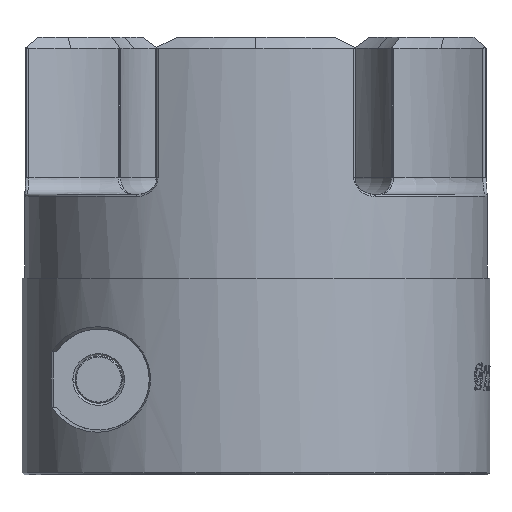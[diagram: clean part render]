
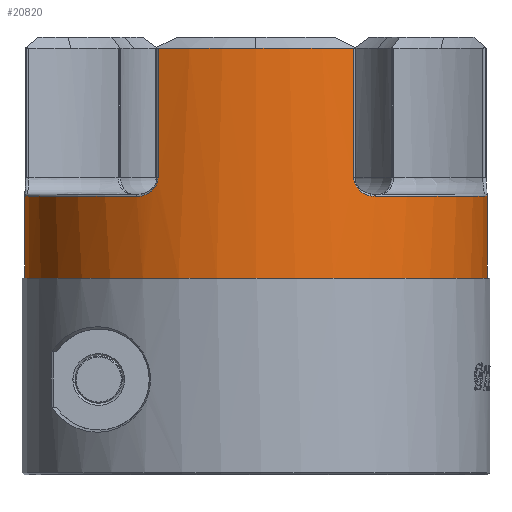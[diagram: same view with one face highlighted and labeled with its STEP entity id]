
A CAD part, front view. The second image highlights one B-rep face of the part: STEP entity #20820.
In plain terms, the highlighted cylindrical face has radius 20.6 mm (diameter 41.2 mm), a partial arc.
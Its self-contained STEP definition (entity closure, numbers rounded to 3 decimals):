
#8455=CARTESIAN_POINT('',(-20.586,-0.75,18.7));
#8456=VERTEX_POINT('',#8455);
#8463=CARTESIAN_POINT('',(-20.6,0.,18.7));
#8464=VERTEX_POINT('',#8463);
#8465=CARTESIAN_POINT('',(0.,0.,18.7));
#8466=DIRECTION('',(-0.,0.,-1.));
#8467=DIRECTION('',(1.,0.,0.));
#8468=AXIS2_PLACEMENT_3D('',#8465,#8466,#8467);
#8469=CIRCLE('',#8468,20.6);
#8470=EDGE_CURVE('',#8456,#8464,#8469,.T.);
#9251=CARTESIAN_POINT('',(-20.586,-0.75,17.5));
#9252=VERTEX_POINT('',#9251);
#9259=CARTESIAN_POINT('',(-20.586,-0.75,-12306.));
#9260=DIRECTION('',(0.,-0.,1.));
#9261=VECTOR('',#9260,24690.);
#9262=LINE('',#9259,#9261);
#9263=EDGE_CURVE('',#9252,#8456,#9262,.T.);
#9301=CARTESIAN_POINT('',(20.586,-0.75,17.5));
#9302=VERTEX_POINT('',#9301);
#9309=CARTESIAN_POINT('',(0.,0.,17.5));
#9310=DIRECTION('',(-0.,-0.,-1.));
#9311=DIRECTION('',(1.,0.,-0.));
#9312=AXIS2_PLACEMENT_3D('',#9309,#9310,#9311);
#9313=CIRCLE('',#9312,20.6);
#9314=EDGE_CURVE('',#9302,#9252,#9313,.T.);
#16398=CARTESIAN_POINT('',(-8.714,-18.666,26.5));
#16399=VERTEX_POINT('',#16398);
#16426=CARTESIAN_POINT('',(-10.617,-17.653,24.8));
#16427=VERTEX_POINT('',#16426);
#16438=CARTESIAN_POINT('',(-10.617,-17.653,24.8));
#16439=CARTESIAN_POINT('',(-10.239,-17.881,24.8));
#16440=CARTESIAN_POINT('',(-9.849,-18.097,24.905));
#16441=CARTESIAN_POINT('',(-9.509,-18.274,25.125));
#16442=CARTESIAN_POINT('',(-9.257,-18.405,25.288));
#16443=CARTESIAN_POINT('',(-9.033,-18.515,25.517));
#16444=CARTESIAN_POINT('',(-8.886,-18.585,25.801));
#16445=CARTESIAN_POINT('',(-8.777,-18.637,26.013));
#16446=CARTESIAN_POINT('',(-8.714,-18.666,26.256));
#16447=CARTESIAN_POINT('',(-8.714,-18.666,26.5));
#16448=B_SPLINE_CURVE_WITH_KNOTS('',3,(#16438,#16439,#16440,#16441,#16442,#16443,#16444,#16445,#16446,#16447),.UNSPECIFIED.,.F.,.F.,(4,3,3,4),(0.,0.436,0.759,1.),.UNSPECIFIED.);
#16449=EDGE_CURVE('',#16427,#16399,#16448,.T.);
#16459=CARTESIAN_POINT('',(-20.597,-0.368,24.8));
#16460=VERTEX_POINT('',#16459);
#16471=CARTESIAN_POINT('',(0.,0.,24.8));
#16472=DIRECTION('',(-0.,-0.,1.));
#16473=DIRECTION('',(1.,0.,0.));
#16474=AXIS2_PLACEMENT_3D('',#16471,#16472,#16473);
#16475=CIRCLE('',#16474,20.6);
#16476=EDGE_CURVE('',#16460,#16427,#16475,.T.);
#17189=CARTESIAN_POINT('',(-20.6,0.,24.825));
#17190=VERTEX_POINT('',#17189);
#17207=CARTESIAN_POINT('',(-20.522,1.786,26.5));
#17208=CARTESIAN_POINT('',(-20.522,1.786,26.32));
#17209=CARTESIAN_POINT('',(-20.526,1.748,26.14));
#17210=CARTESIAN_POINT('',(-20.531,1.679,25.974));
#17211=CARTESIAN_POINT('',(-20.54,1.574,25.716));
#17212=CARTESIAN_POINT('',(-20.554,1.396,25.491));
#17213=CARTESIAN_POINT('',(-20.566,1.18,25.315));
#17214=CARTESIAN_POINT('',(-20.57,1.12,25.266));
#17215=CARTESIAN_POINT('',(-20.573,1.056,25.221));
#17216=CARTESIAN_POINT('',(-20.576,0.991,25.179));
#17217=CARTESIAN_POINT('',(-20.595,0.59,24.922));
#17218=CARTESIAN_POINT('',(-20.605,0.108,24.8));
#17219=CARTESIAN_POINT('',(-20.597,-0.368,24.8));
#17220=B_SPLINE_CURVE_WITH_KNOTS('',3,(#17207,#17208,#17209,#17210,#17211,#17212,#17213,#17214,#17215,#17216,#17217,#17218,#17219),.UNSPECIFIED.,.F.,.F.,(4,3,3,3,4),(0.,0.178,0.453,0.53,1.),.UNSPECIFIED.);
#17221=EDGE_CURVE('',#17190,#16460,#17220,.T.);
#17292=CARTESIAN_POINT('',(-20.6,-0.,18.7));
#17293=DIRECTION('',(-0.,-0.,1.));
#17294=VECTOR('',#17293,6.125);
#17295=LINE('',#17292,#17294);
#17296=EDGE_CURVE('',#8464,#17190,#17295,.T.);
#17358=CARTESIAN_POINT('',(20.6,0.,24.825));
#17359=VERTEX_POINT('',#17358);
#17373=CARTESIAN_POINT('',(20.6,-0.,18.7));
#17374=VERTEX_POINT('',#17373);
#17375=CARTESIAN_POINT('',(20.6,-0.,18.7));
#17376=DIRECTION('',(0.,0.,1.));
#17377=VECTOR('',#17376,6.125);
#17378=LINE('',#17375,#17377);
#17379=EDGE_CURVE('',#17374,#17359,#17378,.T.);
#18293=CARTESIAN_POINT('',(20.597,-0.368,24.8));
#18294=VERTEX_POINT('',#18293);
#18305=CARTESIAN_POINT('',(20.597,-0.368,24.8));
#18306=CARTESIAN_POINT('',(20.599,-0.245,24.8));
#18307=CARTESIAN_POINT('',(20.6,-0.122,24.808));
#18308=CARTESIAN_POINT('',(20.6,0.,24.825));
#18309=B_SPLINE_CURVE_WITH_KNOTS('',3,(#18305,#18306,#18307,#18308),.UNSPECIFIED.,.F.,.F.,(4,4),(0.879,1.),.UNSPECIFIED.);
#18310=EDGE_CURVE('',#18294,#17359,#18309,.T.);
#18323=CARTESIAN_POINT('',(10.617,-17.653,24.8));
#18324=VERTEX_POINT('',#18323);
#18335=CARTESIAN_POINT('',(0.,0.,24.8));
#18336=DIRECTION('',(-0.,-0.,1.));
#18337=DIRECTION('',(1.,0.,0.));
#18338=AXIS2_PLACEMENT_3D('',#18335,#18336,#18337);
#18339=CIRCLE('',#18338,20.6);
#18340=EDGE_CURVE('',#18324,#18294,#18339,.T.);
#19061=CARTESIAN_POINT('',(8.714,-18.666,26.5));
#19062=VERTEX_POINT('',#19061);
#19073=CARTESIAN_POINT('',(8.714,-18.666,26.5));
#19074=CARTESIAN_POINT('',(8.714,-18.666,26.319));
#19075=CARTESIAN_POINT('',(8.75,-18.649,26.139));
#19076=CARTESIAN_POINT('',(8.812,-18.62,25.971));
#19077=CARTESIAN_POINT('',(8.908,-18.575,25.714));
#19078=CARTESIAN_POINT('',(9.07,-18.497,25.489));
#19079=CARTESIAN_POINT('',(9.263,-18.4,25.314));
#19080=CARTESIAN_POINT('',(9.316,-18.373,25.266));
#19081=CARTESIAN_POINT('',(9.371,-18.345,25.222));
#19082=CARTESIAN_POINT('',(9.428,-18.316,25.18));
#19083=CARTESIAN_POINT('',(9.785,-18.132,24.923));
#19084=CARTESIAN_POINT('',(10.208,-17.899,24.8));
#19085=CARTESIAN_POINT('',(10.617,-17.653,24.8));
#19086=B_SPLINE_CURVE_WITH_KNOTS('',3,(#19073,#19074,#19075,#19076,#19077,#19078,#19079,#19080,#19081,#19082,#19083,#19084,#19085),.UNSPECIFIED.,.F.,.F.,(4,3,3,3,4),(0.,0.179,0.454,0.529,1.),.UNSPECIFIED.);
#19087=EDGE_CURVE('',#19062,#18324,#19086,.T.);
#19240=CARTESIAN_POINT('',(-0.,-20.6,38.));
#19241=VERTEX_POINT('',#19240);
#19273=CARTESIAN_POINT('',(-8.714,-18.666,38.));
#19274=VERTEX_POINT('',#19273);
#19294=CARTESIAN_POINT('',(0.,0.,38.));
#19295=DIRECTION('',(0.,-0.,1.));
#19296=DIRECTION('',(1.,0.,0.));
#19297=AXIS2_PLACEMENT_3D('',#19294,#19295,#19296);
#19298=CIRCLE('',#19297,20.6);
#19299=EDGE_CURVE('',#19274,#19241,#19298,.T.);
#20064=CARTESIAN_POINT('',(20.586,-0.75,18.7));
#20065=VERTEX_POINT('',#20064);
#20072=CARTESIAN_POINT('',(20.586,-0.75,12384.));
#20073=DIRECTION('',(-0.,0.,-1.));
#20074=VECTOR('',#20073,24690.);
#20075=LINE('',#20072,#20074);
#20076=EDGE_CURVE('',#20065,#9302,#20075,.T.);
#20089=CARTESIAN_POINT('',(0.,0.,18.7));
#20090=DIRECTION('',(0.,0.,-1.));
#20091=DIRECTION('',(1.,0.,0.));
#20092=AXIS2_PLACEMENT_3D('',#20089,#20090,#20091);
#20093=CIRCLE('',#20092,20.6);
#20094=EDGE_CURVE('',#17374,#20065,#20093,.T.);
#20418=CARTESIAN_POINT('',(-8.714,-18.666,-12306.));
#20419=DIRECTION('',(-0.,-0.,1.));
#20420=VECTOR('',#20419,24690.);
#20421=LINE('',#20418,#20420);
#20422=EDGE_CURVE('',#16399,#19274,#20421,.T.);
#20458=CARTESIAN_POINT('',(8.714,-18.666,38.));
#20459=VERTEX_POINT('',#20458);
#20479=CARTESIAN_POINT('',(8.714,-18.666,12384.));
#20480=DIRECTION('',(0.,0.,-1.));
#20481=VECTOR('',#20480,24690.);
#20482=LINE('',#20479,#20481);
#20483=EDGE_CURVE('',#20459,#19062,#20482,.T.);
#20509=CARTESIAN_POINT('',(0.,0.,38.));
#20510=DIRECTION('',(0.,-0.,1.));
#20511=DIRECTION('',(1.,0.,0.));
#20512=AXIS2_PLACEMENT_3D('',#20509,#20510,#20511);
#20513=CIRCLE('',#20512,20.6);
#20514=EDGE_CURVE('',#19241,#20459,#20513,.T.);
#20796=CARTESIAN_POINT('',(0.,0.,39.));
#20797=DIRECTION('',(0.,0.,-1.));
#20798=DIRECTION('',(1.,0.,0.));
#20799=AXIS2_PLACEMENT_3D('',#20796,#20797,#20798);
#20800=CYLINDRICAL_SURFACE('',#20799,20.6);
#20801=ORIENTED_EDGE('',*,*,#17296,.F.);
#20802=ORIENTED_EDGE('',*,*,#8470,.F.);
#20803=ORIENTED_EDGE('',*,*,#9263,.F.);
#20804=ORIENTED_EDGE('',*,*,#9314,.F.);
#20805=ORIENTED_EDGE('',*,*,#20076,.F.);
#20806=ORIENTED_EDGE('',*,*,#20094,.F.);
#20807=ORIENTED_EDGE('',*,*,#17379,.T.);
#20808=ORIENTED_EDGE('',*,*,#18310,.F.);
#20809=ORIENTED_EDGE('',*,*,#18340,.F.);
#20810=ORIENTED_EDGE('',*,*,#19087,.F.);
#20811=ORIENTED_EDGE('',*,*,#20483,.F.);
#20812=ORIENTED_EDGE('',*,*,#20514,.F.);
#20813=ORIENTED_EDGE('',*,*,#19299,.F.);
#20814=ORIENTED_EDGE('',*,*,#20422,.F.);
#20815=ORIENTED_EDGE('',*,*,#16449,.F.);
#20816=ORIENTED_EDGE('',*,*,#16476,.F.);
#20817=ORIENTED_EDGE('',*,*,#17221,.F.);
#20818=EDGE_LOOP('',(#20801,#20802,#20803,#20804,#20805,#20806,#20807,#20808,#20809,#20810,#20811,#20812,#20813,#20814,#20815,#20816,#20817));
#20819=FACE_BOUND('',#20818,.T.);
#20820=ADVANCED_FACE('',(#20819),#20800,.T.);
